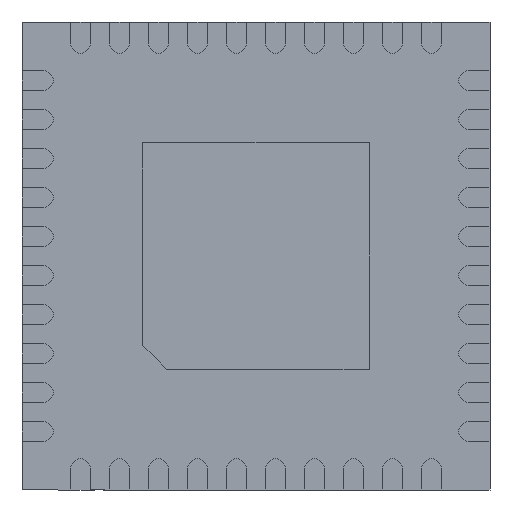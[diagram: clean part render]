
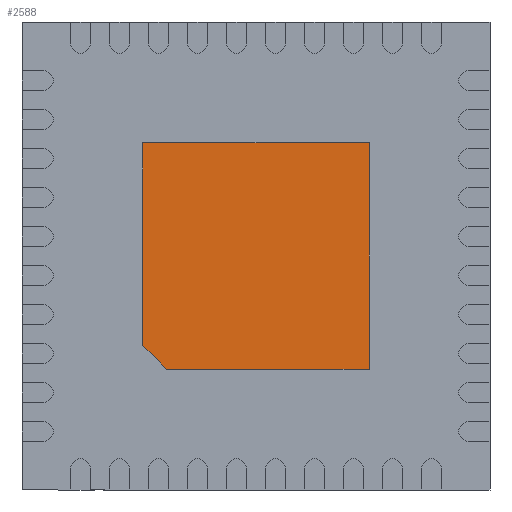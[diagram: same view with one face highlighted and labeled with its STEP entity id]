
A CAD part, front view. The second image highlights one B-rep face of the part: STEP entity #2588.
In plain terms, the highlighted planar face has unit normal (0, -1, 0).
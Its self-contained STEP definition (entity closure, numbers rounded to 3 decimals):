
#25 = CARTESIAN_POINT ( 'NONE',  ( -1.45, 0., 1.45 ) ) ;
#46 = LINE ( 'NONE', #11318, #4398 ) ;
#119 = EDGE_CURVE ( 'NONE', #6508, #13473, #13217, .T. ) ;
#175 = ORIENTED_EDGE ( 'NONE', *, *, #4790, .T. ) ;
#505 = CARTESIAN_POINT ( 'NONE',  ( -1.15, 0., -1.45 ) ) ;
#601 = CARTESIAN_POINT ( 'NONE',  ( 1.45, 0., -1.45 ) ) ;
#1078 = LINE ( 'NONE', #6409, #7082 ) ;
#1116 = CARTESIAN_POINT ( 'NONE',  ( 1.45, 0., 1.45 ) ) ;
#1384 = EDGE_CURVE ( 'NONE', #1806, #6508, #10163, .T. ) ;
#1441 = VECTOR ( 'NONE', #7369, 1000. ) ;
#1481 = DIRECTION ( 'NONE',  ( 0., -1., 0. ) ) ;
#1525 = VECTOR ( 'NONE', #13219, 1000. ) ;
#1531 = EDGE_CURVE ( 'NONE', #13473, #9620, #46, .T. ) ;
#1806 = VERTEX_POINT ( 'NONE', #505 ) ;
#2585 = DIRECTION ( 'NONE',  ( 0., 0., -1. ) ) ;
#2588 = ADVANCED_FACE ( 'NONE', ( #5991 ), #10143, .T. ) ;
#2669 = EDGE_LOOP ( 'NONE', ( #4784, #175, #6985, #12943, #10341 ) ) ;
#3252 = DIRECTION ( 'NONE',  ( -1., 0., 0. ) ) ;
#4226 = DIRECTION ( 'NONE',  ( 0.707, 0., -0.707 ) ) ;
#4279 = LINE ( 'NONE', #12528, #1441 ) ;
#4398 = VECTOR ( 'NONE', #3252, 1000. ) ;
#4784 = ORIENTED_EDGE ( 'NONE', *, *, #13400, .T. ) ;
#4790 = EDGE_CURVE ( 'NONE', #11758, #1806, #1078, .T. ) ;
#5875 = DIRECTION ( 'NONE',  ( 0., 0., 1. ) ) ;
#5991 = FACE_OUTER_BOUND ( 'NONE', #2669, .T. ) ;
#6207 = CARTESIAN_POINT ( 'NONE',  ( 1.45, 0., -1.45 ) ) ;
#6409 = CARTESIAN_POINT ( 'NONE',  ( -1.3, 0., -1.3 ) ) ;
#6460 = CARTESIAN_POINT ( 'NONE',  ( -1.45, 0., -1.15 ) ) ;
#6508 = VERTEX_POINT ( 'NONE', #6207 ) ;
#6985 = ORIENTED_EDGE ( 'NONE', *, *, #1384, .T. ) ;
#7082 = VECTOR ( 'NONE', #4226, 1000. ) ;
#7369 = DIRECTION ( 'NONE',  ( 0., 0., -1. ) ) ;
#8579 = VECTOR ( 'NONE', #5875, 1000. ) ;
#9620 = VERTEX_POINT ( 'NONE', #25 ) ;
#10023 = CARTESIAN_POINT ( 'NONE',  ( 1.45, 0., -1.45 ) ) ;
#10143 = PLANE ( 'NONE',  #12486 ) ;
#10163 = LINE ( 'NONE', #601, #1525 ) ;
#10341 = ORIENTED_EDGE ( 'NONE', *, *, #1531, .T. ) ;
#10842 = CARTESIAN_POINT ( 'NONE',  ( 0., 0., 0. ) ) ;
#11318 = CARTESIAN_POINT ( 'NONE',  ( 1.45, 0., 1.45 ) ) ;
#11758 = VERTEX_POINT ( 'NONE', #6460 ) ;
#12486 = AXIS2_PLACEMENT_3D ( 'NONE', #10842, #1481, #2585 ) ;
#12528 = CARTESIAN_POINT ( 'NONE',  ( -1.45, 0., -1.45 ) ) ;
#12943 = ORIENTED_EDGE ( 'NONE', *, *, #119, .T. ) ;
#13217 = LINE ( 'NONE', #10023, #8579 ) ;
#13219 = DIRECTION ( 'NONE',  ( 1., 0., 0. ) ) ;
#13400 = EDGE_CURVE ( 'NONE', #9620, #11758, #4279, .T. ) ;
#13473 = VERTEX_POINT ( 'NONE', #1116 ) ;
